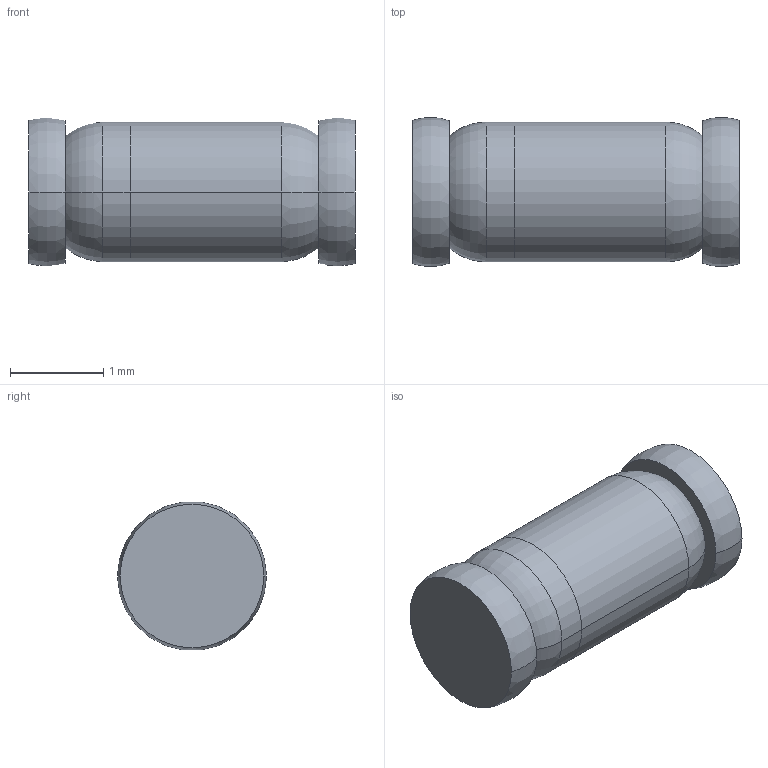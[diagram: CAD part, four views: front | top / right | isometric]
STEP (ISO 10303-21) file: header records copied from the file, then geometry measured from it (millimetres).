
FILE_DESCRIPTION (( 'STEP AP214' ), '1' );
FILE_NAME ('ZMM5231B-7.STEP', '2023-03-14T02:46:29', ( '' ), ( '' ), 'SwSTEP 2.0', 'SolidWorks 2021', '' );
FILE_SCHEMA (( 'AUTOMOTIVE_DESIGN' ));
Length unit declared in the file: millimetre
Products named in the file (1): ZMM5231B-7
Bounding box: 3.5 x 1.6 x 1.59 mm (x, y, z)
Volume: 6.2 mm3; surface area: 30.7 mm2
Topology: 4 solids, 4 shells, 26 faces, 46 edges, 30 vertices
Faces by surface type: plane 10, cylinder 8, torus 8
Entity records: 717 total; most frequent: DIRECTION 138, CARTESIAN_POINT 103, ORIENTED_EDGE 92, AXIS2_PLACEMENT_3D 65, EDGE_CURVE 46, CIRCLE 38, VERTEX_POINT 30, EDGE_LOOP 30
